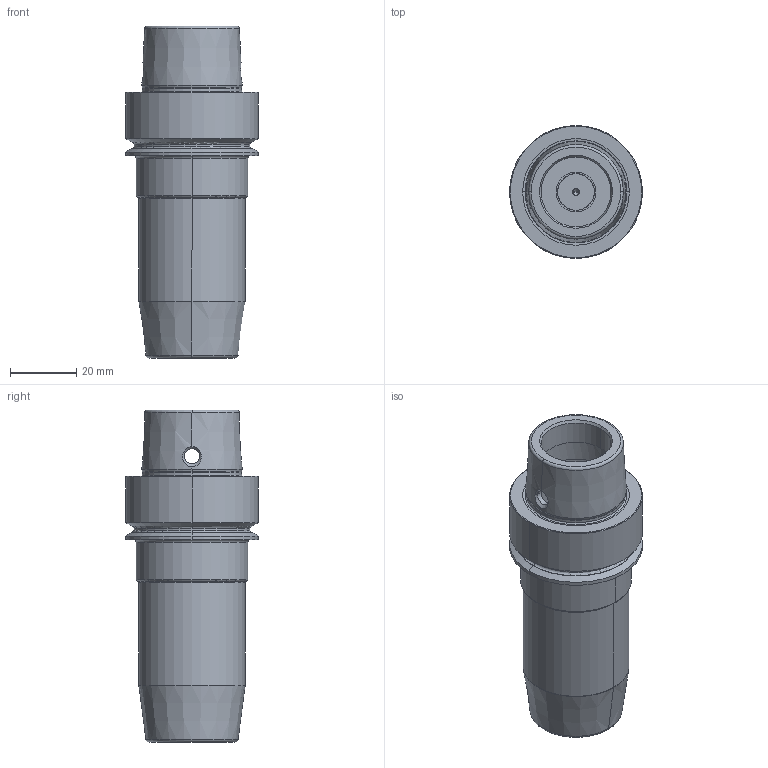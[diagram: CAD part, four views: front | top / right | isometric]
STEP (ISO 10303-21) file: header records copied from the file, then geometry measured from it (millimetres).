
FILE_DESCRIPTION((''),'2;1');
FILE_NAME('606404107-000-01-E43','2023-07-18T07:40:21',('liebchenm'),(''),'CREO PARAMETRIC BY PTC INC, 2021184','CREO PARAMETRIC BY PTC INC, 2021184','');
FILE_SCHEMA(('AP242_MANAGED_MODEL_BASED_3D_ENGINEERING_MIM_LF { 1 0 10303 442 1 1 4 }'));
Length unit declared in the file: millimetre
Products named in the file (1): 606404107-000-01-E43
Bounding box: 40 x 40 x 99.9 mm (x, y, z)
Volume: 67312.2 mm3; surface area: 17129.9 mm2
Topology: 1 solids, 2 shells, 96 faces, 220 edges, 128 vertices
Faces by surface type: cylinder 31, cone 28, torus 26, plane 11
Entity records: 4464 total; most frequent: CARTESIAN_POINT 973, DIRECTION 521, ORIENTED_EDGE 428, AXIS2_PLACEMENT_3D 228, PRESENTATION_STYLE_ASSIGNMENT 228, STYLED_ITEM 228, CURVE_STYLE 226, EDGE_CURVE 216
